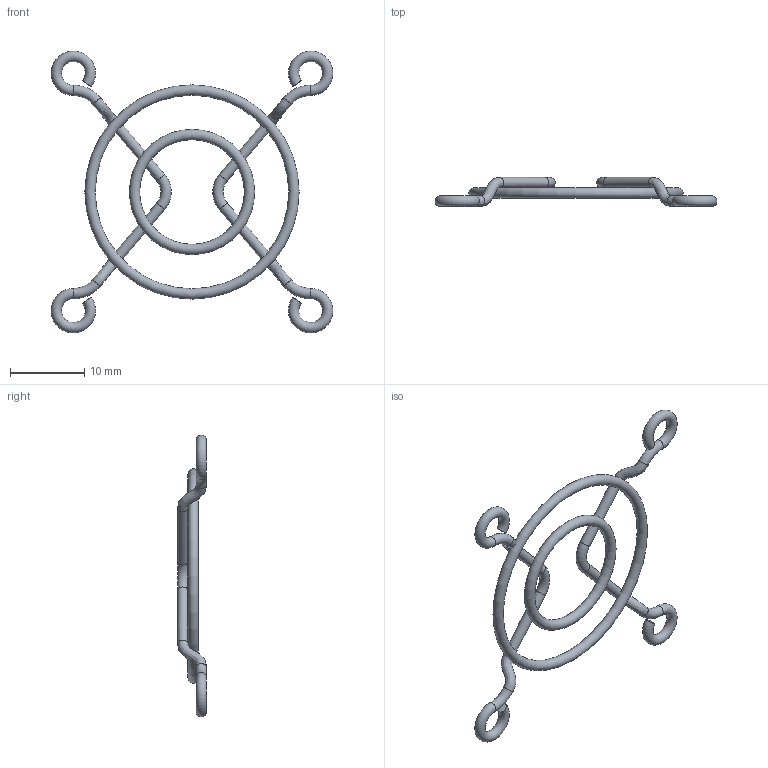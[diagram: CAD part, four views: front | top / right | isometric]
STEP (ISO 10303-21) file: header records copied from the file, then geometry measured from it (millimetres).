
FILE_DESCRIPTION(/* description */ (''),/* implementation_level */ '2;1');
FILE_NAME(/* name */ 'model.step',/* time_stamp */ '2021-08-25T05:46:43+07:00',/* author */ (''),/* organization */ (''),/* preprocessor_version */ 'ST-DEVELOPER v18.1',/* originating_system */ 'Autodesk Translation Framework v10.10.0.1391',/* authorisation */ '');
FILE_SCHEMA (('AUTOMOTIVE_DESIGN { 1 0 10303 214 3 1 1 }'));
Length unit declared in the file: millimetre
Products named in the file (1): 40mm guard
Bounding box: 38 x 3.9 x 38 mm (x, y, z)
Volume: 407.7 mm3; surface area: 1170.8 mm2
Topology: 4 solids, 4 shells, 28 faces, 66 edges, 42 vertices
Faces by surface type: torus 12, cylinder 8, plane 4, bspline 4
Full cylindrical faces by diameter (mm): 1.4 x4
Entity records: 1597 total; most frequent: CARTESIAN_POINT 893, DIRECTION 154, ORIENTED_EDGE 132, AXIS2_PLACEMENT_3D 75, EDGE_CURVE 66, CIRCLE 46, VERTEX_POINT 42, FACE_OUTER_BOUND 28
